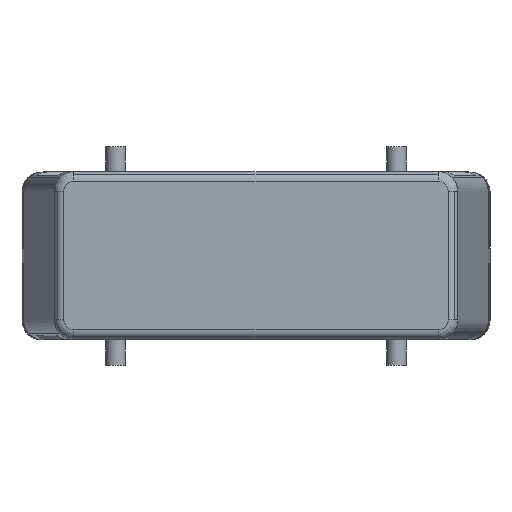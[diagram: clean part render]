
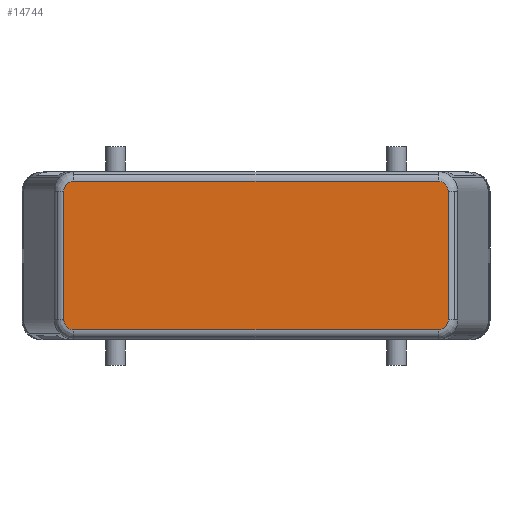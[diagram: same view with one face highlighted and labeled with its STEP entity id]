
A CAD part, top view. The second image highlights one B-rep face of the part: STEP entity #14744.
In plain terms, the highlighted planar face has unit normal (0, 0, 1).
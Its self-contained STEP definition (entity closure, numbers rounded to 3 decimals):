
#410=CARTESIAN_POINT('',(-49.268,-16.5,76.0));
#411=VERTEX_POINT('',#410);
#419=CARTESIAN_POINT('',(-49.268,16.5,76.0));
#420=VERTEX_POINT('',#419);
#421=CARTESIAN_POINT('',(-49.268,-16.5,76.0));
#422=DIRECTION('',(0.0,1.0,0.0));
#423=VECTOR('',#422,33.0);
#424=LINE('',#421,#423);
#425=EDGE_CURVE('',#411,#420,#424,.T.);
#14161=CARTESIAN_POINT('',(46.729,-19.0,76.0));
#14162=VERTEX_POINT('',#14161);
#14170=CARTESIAN_POINT('',(-46.729,-19.0,76.0));
#14171=VERTEX_POINT('',#14170);
#14172=CARTESIAN_POINT('',(46.729,-19.0,76.0));
#14173=DIRECTION('',(-1.0,0.0,0.0));
#14174=VECTOR('',#14173,93.458);
#14175=LINE('',#14172,#14174);
#14176=EDGE_CURVE('',#14162,#14171,#14175,.T.);
#14281=CARTESIAN_POINT('',(-46.729,-16.5,76.0));
#14282=DIRECTION('',(0.0,0.0,-1.0));
#14283=DIRECTION('',(-1.0,0.0,0.0));
#14284=AXIS2_PLACEMENT_3D('',#14281,#14282,#14283);
#14285=ELLIPSE('',#14284,2.539,2.5);
#14286=EDGE_CURVE('',#14171,#411,#14285,.T.);
#14373=CARTESIAN_POINT('',(49.268,-16.5,76.0));
#14374=VERTEX_POINT('',#14373);
#14382=CARTESIAN_POINT('',(46.729,-16.5,76.0));
#14383=DIRECTION('',(0.0,0.0,-1.0));
#14384=DIRECTION('',(1.0,0.0,0.0));
#14385=AXIS2_PLACEMENT_3D('',#14382,#14383,#14384);
#14386=ELLIPSE('',#14385,2.539,2.5);
#14387=EDGE_CURVE('',#14374,#14162,#14386,.T.);
#14431=CARTESIAN_POINT('',(49.268,16.5,76.0));
#14432=VERTEX_POINT('',#14431);
#14440=CARTESIAN_POINT('',(49.268,16.5,76.0));
#14441=DIRECTION('',(0.0,-1.0,0.0));
#14442=VECTOR('',#14441,33.0);
#14443=LINE('',#14440,#14442);
#14444=EDGE_CURVE('',#14432,#14374,#14443,.T.);
#14531=CARTESIAN_POINT('',(-46.729,19.0,76.0));
#14532=VERTEX_POINT('',#14531);
#14545=CARTESIAN_POINT('',(-46.729,16.5,76.0));
#14546=DIRECTION('',(0.0,0.0,-1.0));
#14547=DIRECTION('',(-1.0,0.0,0.0));
#14548=AXIS2_PLACEMENT_3D('',#14545,#14546,#14547);
#14549=ELLIPSE('',#14548,2.539,2.5);
#14550=EDGE_CURVE('',#420,#14532,#14549,.T.);
#14637=CARTESIAN_POINT('',(46.729,19.0,76.0));
#14638=VERTEX_POINT('',#14637);
#14646=CARTESIAN_POINT('',(46.729,16.5,76.0));
#14647=DIRECTION('',(0.0,0.0,-1.0));
#14648=DIRECTION('',(1.0,0.0,0.0));
#14649=AXIS2_PLACEMENT_3D('',#14646,#14647,#14648);
#14650=ELLIPSE('',#14649,2.539,2.5);
#14651=EDGE_CURVE('',#14638,#14432,#14650,.T.);
#14673=CARTESIAN_POINT('',(-46.729,19.0,76.0));
#14674=DIRECTION('',(1.0,0.0,0.0));
#14675=VECTOR('',#14674,93.458);
#14676=LINE('',#14673,#14675);
#14677=EDGE_CURVE('',#14532,#14638,#14676,.T.);
#14729=CARTESIAN_POINT('',(51.365,0.0,76.0));
#14730=DIRECTION('',(0.0,0.0,1.0));
#14731=DIRECTION('',(1.0,0.0,0.0));
#14732=AXIS2_PLACEMENT_3D('',#14729,#14730,#14731);
#14733=PLANE('',#14732);
#14734=ORIENTED_EDGE('',*,*,#14176,.F.);
#14735=ORIENTED_EDGE('',*,*,#14387,.F.);
#14736=ORIENTED_EDGE('',*,*,#14444,.F.);
#14737=ORIENTED_EDGE('',*,*,#14651,.F.);
#14738=ORIENTED_EDGE('',*,*,#14677,.F.);
#14739=ORIENTED_EDGE('',*,*,#14550,.F.);
#14740=ORIENTED_EDGE('',*,*,#425,.F.);
#14741=ORIENTED_EDGE('',*,*,#14286,.F.);
#14742=EDGE_LOOP('',(#14734,#14735,#14736,#14737,#14738,#14739,#14740,#14741));
#14743=FACE_OUTER_BOUND('',#14742,.T.);
#14744=ADVANCED_FACE('',(#14743),#14733,.T.);
